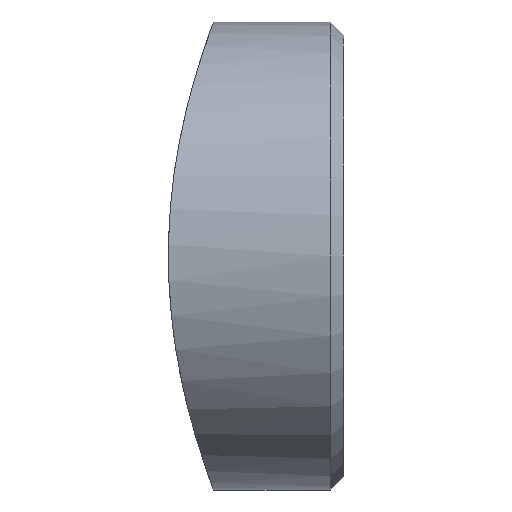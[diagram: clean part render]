
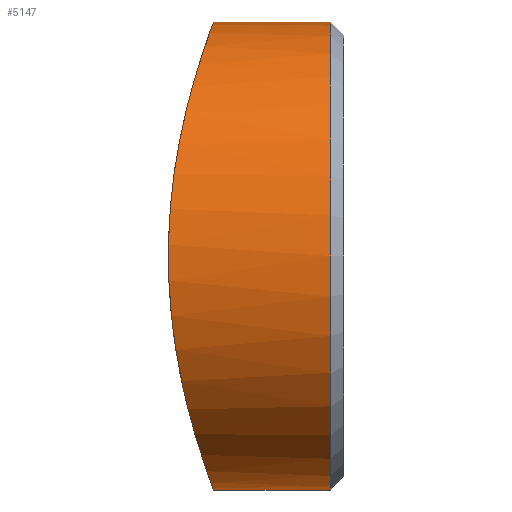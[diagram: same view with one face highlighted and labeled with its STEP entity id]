
A CAD part, left-side view. The second image highlights one B-rep face of the part: STEP entity #5147.
In plain terms, the highlighted cylindrical face has radius 9 mm (diameter 18 mm), a partial arc.
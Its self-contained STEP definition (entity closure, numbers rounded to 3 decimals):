
#60 = CARTESIAN_POINT ( 'NONE',  ( -1.183, 5.027, 8.927 ) ) ;
#88 = CIRCLE ( 'NONE', #3725, 9. ) ;
#141 = CARTESIAN_POINT ( 'NONE',  ( -2.34, 5.112, -8.695 ) ) ;
#189 = CARTESIAN_POINT ( 'NONE',  ( -4.521, 5.422, -7.804 ) ) ;
#296 = VERTEX_POINT ( 'NONE', #8079 ) ;
#837 = VERTEX_POINT ( 'NONE', #9467 ) ;
#1054 = CARTESIAN_POINT ( 'NONE',  ( -4.003, 5.333, 8.066 ) ) ;
#1140 = CARTESIAN_POINT ( 'NONE',  ( -8.941, 6.716, -1.185 ) ) ;
#1189 = CARTESIAN_POINT ( 'NONE',  ( -8.536, 6.558, 2.912 ) ) ;
#1497 = ORIENTED_EDGE ( 'NONE', *, *, #12728, .F. ) ;
#1942 = ORIENTED_EDGE ( 'NONE', *, *, #7304, .T. ) ;
#2114 = CARTESIAN_POINT ( 'NONE',  ( 0., 5., 9. ) ) ;
#2159 = CARTESIAN_POINT ( 'NONE',  ( -0.591, 5.005, 8.985 ) ) ;
#2253 = CARTESIAN_POINT ( 'NONE',  ( -8.692, 6.618, -2.352 ) ) ;
#2291 = CARTESIAN_POINT ( 'NONE',  ( -5.248, 5.576, -7.317 ) ) ;
#3112 = DIRECTION ( 'NONE',  ( 0., -1., 0. ) ) ;
#3318 = CARTESIAN_POINT ( 'NONE',  ( 0., 5., -9. ) ) ;
#3323 = CARTESIAN_POINT ( 'NONE',  ( -8.067, 6.387, -4.001 ) ) ;
#3373 = CARTESIAN_POINT ( 'NONE',  ( 0., 5., -9. ) ) ;
#3725 = AXIS2_PLACEMENT_3D ( 'NONE', #9183, #5974, #12427 ) ;
#3735 = CARTESIAN_POINT ( 'NONE',  ( 0., 12., 9. ) ) ;
#4266 = CARTESIAN_POINT ( 'NONE',  ( -8.069, 6.387, 3.998 ) ) ;
#4306 = CARTESIAN_POINT ( 'NONE',  ( -3.735, 5.289, 8.194 ) ) ;
#4356 = CARTESIAN_POINT ( 'NONE',  ( -8.519, 6.552, -2.918 ) ) ;
#4806 = ORIENTED_EDGE ( 'NONE', *, *, #8097, .T. ) ;
#4908 = VERTEX_POINT ( 'NONE', #3318 ) ;
#5050 = DIRECTION ( 'NONE',  ( 0., 0., -1. ) ) ;
#5147 = ADVANCED_FACE ( 'NONE', ( #7848 ), #8676, .T. ) ;
#5325 = CARTESIAN_POINT ( 'NONE',  ( -7.64, 6.24, 4.766 ) ) ;
#5367 = CARTESIAN_POINT ( 'NONE',  ( -7.789, 6.29, -4.519 ) ) ;
#5420 = CARTESIAN_POINT ( 'NONE',  ( -5.502, 5.63, 7.146 ) ) ;
#5504 = CARTESIAN_POINT ( 'NONE',  ( -5.938, 5.74, -6.77 ) ) ;
#5974 = DIRECTION ( 'NONE',  ( 0., 1., 0. ) ) ;
#6403 = CARTESIAN_POINT ( 'NONE',  ( -8.708, 6.624, 2.35 ) ) ;
#6451 = CARTESIAN_POINT ( 'NONE',  ( -6.775, 5.966, -5.953 ) ) ;
#6487 = CARTESIAN_POINT ( 'NONE',  ( -7.154, 6.081, 5.492 ) ) ;
#6528 = CARTESIAN_POINT ( 'NONE',  ( -5.952, 5.741, 6.776 ) ) ;
#6580 = CARTESIAN_POINT ( 'NONE',  ( -2.905, 5.174, -8.523 ) ) ;
#6595 = EDGE_LOOP ( 'NONE', ( #1497, #4806, #10120, #1942 ) ) ;
#6621 = CARTESIAN_POINT ( 'NONE',  ( -0.6, 5., -9. ) ) ;
#7017 = B_SPLINE_CURVE_WITH_KNOTS ( 'NONE', 3,
 ( #2114, #11845, #2159, #60, #8591, #10826, #7612, #4306, #1054, #9671, #9632, #5420, #6528, #11750, #6487, #5325, #9584, #4266, #12903, #1189, #6403, #12815, #10734, #7564, #1140, #11801, #2253, #4356, #11885, #9769, #3323, #5367, #10864, #12857, #6451, #11935, #5504, #13038, #2291, #189, #12999, #7652, #6580, #141, #9812, #10907, #6621, #3373 ),
 .UNSPECIFIED., .F., .F.,
 ( 4, 2, 2, 2, 2, 2, 2, 2, 2, 2, 2, 2, 2, 2, 2, 2, 2, 2, 2, 2, 2, 2, 2, 4 ),
 ( 0.028, 0.029, 0.03, 0.032, 0.033, 0.034, 0.035, 0.037, 0.038, 0.039, 0.041, 0.043, 0.044, 0.045, 0.046, 0.047, 0.048, 0.05, 0.051, 0.051, 0.053, 0.054, 0.055, 0.057 ),
 .UNSPECIFIED. ) ;
#7239 = LINE ( 'NONE', #3735, #13632 ) ;
#7304 = EDGE_CURVE ( 'NONE', #296, #9323, #88, .T. ) ;
#7564 = CARTESIAN_POINT ( 'NONE',  ( -9., 6.74, -0.597 ) ) ;
#7612 = CARTESIAN_POINT ( 'NONE',  ( -2.919, 5.171, 8.534 ) ) ;
#7652 = CARTESIAN_POINT ( 'NONE',  ( -3.187, 5.21, -8.422 ) ) ;
#7848 = FACE_OUTER_BOUND ( 'NONE', #6595, .T. ) ;
#8079 = CARTESIAN_POINT ( 'NONE',  ( 0., 0.5, -9. ) ) ;
#8097 = EDGE_CURVE ( 'NONE', #837, #4908, #7017, .T. ) ;
#8266 = CARTESIAN_POINT ( 'NONE',  ( 0., 12., 0. ) ) ;
#8591 = CARTESIAN_POINT ( 'NONE',  ( -1.481, 5.044, 8.882 ) ) ;
#8676 = CYLINDRICAL_SURFACE ( 'NONE', #12582, 9. ) ;
#8770 = LINE ( 'NONE', #13830, #13833 ) ;
#8845 = EDGE_CURVE ( 'NONE', #4908, #296, #8770, .T. ) ;
#9183 = CARTESIAN_POINT ( 'NONE',  ( 0., 0.5, 0. ) ) ;
#9323 = VERTEX_POINT ( 'NONE', #9390 ) ;
#9390 = CARTESIAN_POINT ( 'NONE',  ( 0., 0.5, 9. ) ) ;
#9467 = CARTESIAN_POINT ( 'NONE',  ( 0., 5., 9. ) ) ;
#9584 = CARTESIAN_POINT ( 'NONE',  ( -7.791, 6.291, 4.516 ) ) ;
#9632 = CARTESIAN_POINT ( 'NONE',  ( -4.775, 5.475, 7.635 ) ) ;
#9671 = CARTESIAN_POINT ( 'NONE',  ( -4.524, 5.426, 7.786 ) ) ;
#9769 = CARTESIAN_POINT ( 'NONE',  ( -8.193, 6.432, -3.736 ) ) ;
#9812 = CARTESIAN_POINT ( 'NONE',  ( -2.055, 5.086, -8.767 ) ) ;
#10120 = ORIENTED_EDGE ( 'NONE', *, *, #8845, .T. ) ;
#10734 = CARTESIAN_POINT ( 'NONE',  ( -9., 6.74, 0.589 ) ) ;
#10826 = CARTESIAN_POINT ( 'NONE',  ( -2.356, 5.108, 8.706 ) ) ;
#10864 = CARTESIAN_POINT ( 'NONE',  ( -7.635, 6.238, -4.774 ) ) ;
#10907 = CARTESIAN_POINT ( 'NONE',  ( -1.189, 5.022, -8.94 ) ) ;
#11283 = DIRECTION ( 'NONE',  ( 0., -1., 0. ) ) ;
#11750 = CARTESIAN_POINT ( 'NONE',  ( -6.784, 5.968, 5.943 ) ) ;
#11801 = CARTESIAN_POINT ( 'NONE',  ( -8.766, 6.647, -2.061 ) ) ;
#11845 = CARTESIAN_POINT ( 'NONE',  ( -0.296, 5., 9. ) ) ;
#11885 = CARTESIAN_POINT ( 'NONE',  ( -8.419, 6.515, -3.194 ) ) ;
#11935 = CARTESIAN_POINT ( 'NONE',  ( -6.156, 5.797, -6.572 ) ) ;
#12427 = DIRECTION ( 'NONE',  ( 0., 0., 1. ) ) ;
#12582 = AXIS2_PLACEMENT_3D ( 'NONE', #8266, #12636, #5050 ) ;
#12636 = DIRECTION ( 'NONE',  ( 0., -1., 0. ) ) ;
#12728 = EDGE_CURVE ( 'NONE', #837, #9323, #7239, .T. ) ;
#12815 = CARTESIAN_POINT ( 'NONE',  ( -8.94, 6.715, 1.192 ) ) ;
#12857 = CARTESIAN_POINT ( 'NONE',  ( -7.145, 6.079, -5.504 ) ) ;
#12903 = CARTESIAN_POINT ( 'NONE',  ( -8.196, 6.433, 3.729 ) ) ;
#12999 = CARTESIAN_POINT ( 'NONE',  ( -4.007, 5.328, -8.081 ) ) ;
#13038 = CARTESIAN_POINT ( 'NONE',  ( -5.483, 5.63, -7.143 ) ) ;
#13632 = VECTOR ( 'NONE', #11283, 1000. ) ;
#13830 = CARTESIAN_POINT ( 'NONE',  ( 0., 12., -9. ) ) ;
#13833 = VECTOR ( 'NONE', #3112, 1000. ) ;
